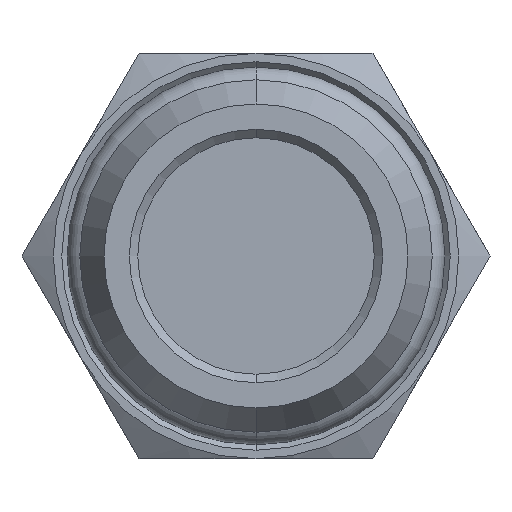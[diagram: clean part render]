
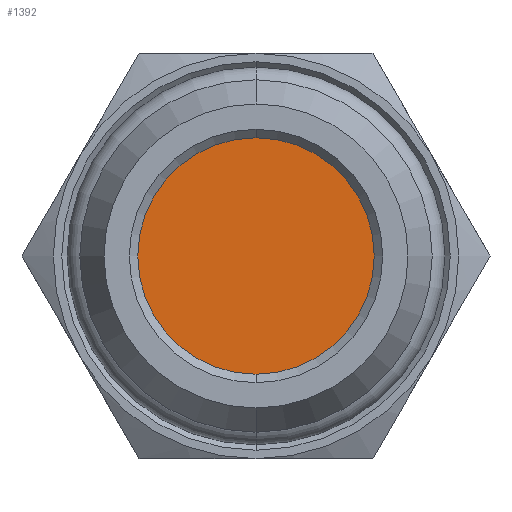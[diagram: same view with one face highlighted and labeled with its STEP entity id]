
A CAD part, front view. The second image highlights one B-rep face of the part: STEP entity #1392.
In plain terms, the highlighted planar face has unit normal (0, -1, 0).
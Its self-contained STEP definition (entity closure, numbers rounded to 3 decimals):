
#218 = VERTEX_POINT ( 'NONE', #749 ) ;
#231 = VERTEX_POINT ( 'NONE', #762 ) ;
#564 = CIRCLE ( 'NONE', #2204, 7. ) ;
#604 = CIRCLE ( 'NONE', #2235, 7. ) ;
#635 = AXIS2_PLACEMENT_3D ( 'NONE', #1742, #1747, #1748 ) ;
#749 = CARTESIAN_POINT ( 'NONE',  ( 0., 1.615, 7. ) ) ;
#762 = CARTESIAN_POINT ( 'NONE',  ( 0., 1.615, -7. ) ) ;
#998 = EDGE_LOOP ( 'NONE', ( #1082, #1083 ) ) ;
#1082 = ORIENTED_EDGE ( 'NONE', *, *, #1301, .F. ) ;
#1083 = ORIENTED_EDGE ( 'NONE', *, *, #1252, .F. ) ;
#1252 = EDGE_CURVE ( 'NONE', #218, #231, #564, .T. ) ;
#1301 = EDGE_CURVE ( 'NONE', #231, #218, #604, .T. ) ;
#1392 = ADVANCED_FACE ( 'NONE', ( #2783 ), #1745, .T. ) ;
#1742 = CARTESIAN_POINT ( 'NONE',  ( 0., 1.615, 0. ) ) ;
#1745 = PLANE ( 'NONE',  #635 ) ;
#1747 = DIRECTION ( 'NONE',  ( 0., -1., 0. ) ) ;
#1748 = DIRECTION ( 'NONE',  ( 0., 0., -1. ) ) ;
#1922 = CARTESIAN_POINT ( 'NONE',  ( 0., 1.615, 0. ) ) ;
#1923 = DIRECTION ( 'NONE',  ( 0., 1., 0. ) ) ;
#1924 = DIRECTION ( 'NONE',  ( 0., 0., -1. ) ) ;
#2204 = AXIS2_PLACEMENT_3D ( 'NONE', #2397, #2398, #2399 ) ;
#2235 = AXIS2_PLACEMENT_3D ( 'NONE', #1922, #1923, #1924 ) ;
#2397 = CARTESIAN_POINT ( 'NONE',  ( 0., 1.615, 0. ) ) ;
#2398 = DIRECTION ( 'NONE',  ( 0., 1., 0. ) ) ;
#2399 = DIRECTION ( 'NONE',  ( 0., 0., -1. ) ) ;
#2783 = FACE_OUTER_BOUND ( 'NONE', #998, .T. ) ;
